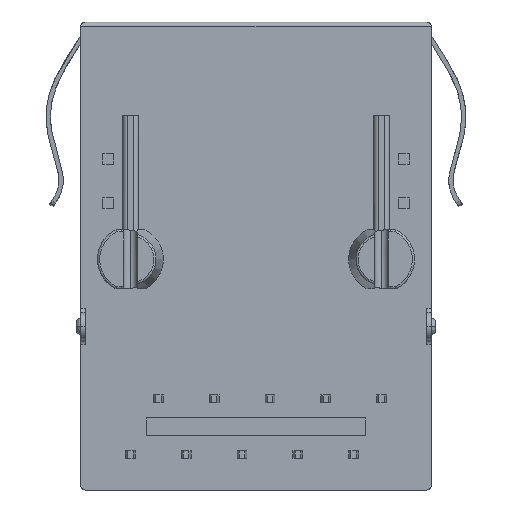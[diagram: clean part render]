
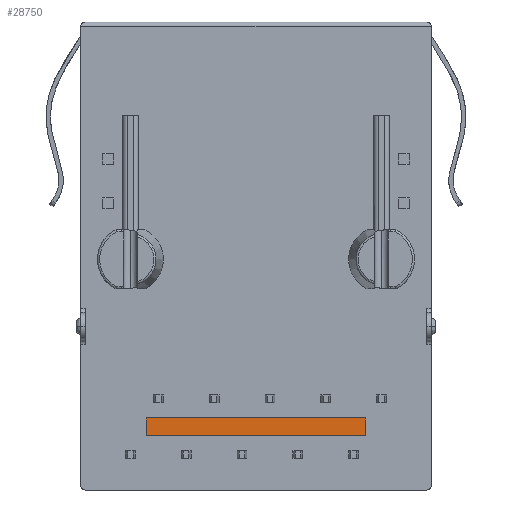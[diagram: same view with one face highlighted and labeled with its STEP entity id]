
A CAD part, front view. The second image highlights one B-rep face of the part: STEP entity #28750.
In plain terms, the highlighted planar face has unit normal (0, -1, 0).
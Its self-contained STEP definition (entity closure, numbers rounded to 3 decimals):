
#91 = CARTESIAN_POINT ( 'NONE',  ( 4.555, 3.65, -18.82 ) ) ;
#161 = CARTESIAN_POINT ( 'NONE',  ( 9.555, 3.65, -21.3 ) ) ;
#247 = DIRECTION ( 'NONE',  ( 1., 0., 0. ) ) ;
#1987 = DIRECTION ( 'NONE',  ( 0., 0., -1. ) ) ;
#3002 = DIRECTION ( 'NONE',  ( 0., 0., 1. ) ) ;
#3543 = CARTESIAN_POINT ( 'NONE',  ( 14.555, 3.65, -18.82 ) ) ;
#5882 = VECTOR ( 'NONE', #1987, 1000. ) ;
#7005 = VERTEX_POINT ( 'NONE', #26313 ) ;
#9389 = DIRECTION ( 'NONE',  ( 0., -1., 0. ) ) ;
#9504 = VECTOR ( 'NONE', #22563, 1000. ) ;
#9517 = LINE ( 'NONE', #23716, #9818 ) ;
#9818 = VECTOR ( 'NONE', #3002, 1000. ) ;
#9949 = FACE_OUTER_BOUND ( 'NONE', #20901, .T. ) ;
#11173 = VERTEX_POINT ( 'NONE', #13019 ) ;
#12145 = EDGE_CURVE ( 'NONE', #11173, #23801, #16151, .T. ) ;
#12924 = LINE ( 'NONE', #19570, #9504 ) ;
#13019 = CARTESIAN_POINT ( 'NONE',  ( 4.555, 3.65, -18.82 ) ) ;
#13356 = CARTESIAN_POINT ( 'NONE',  ( 14.555, 3.65, -18.02 ) ) ;
#13408 = EDGE_CURVE ( 'NONE', #7005, #11173, #27241, .T. ) ;
#13562 = VECTOR ( 'NONE', #247, 1000. ) ;
#15133 = VERTEX_POINT ( 'NONE', #13356 ) ;
#16151 = LINE ( 'NONE', #91, #13562 ) ;
#16423 = ORIENTED_EDGE ( 'NONE', *, *, #22666, .T. ) ;
#19570 = CARTESIAN_POINT ( 'NONE',  ( 14.555, 3.65, -18.02 ) ) ;
#19763 = ORIENTED_EDGE ( 'NONE', *, *, #12145, .T. ) ;
#20901 = EDGE_LOOP ( 'NONE', ( #21680, #29923, #19763, #16423 ) ) ;
#21680 = ORIENTED_EDGE ( 'NONE', *, *, #27444, .T. ) ;
#22563 = DIRECTION ( 'NONE',  ( -1., 0., 0. ) ) ;
#22666 = EDGE_CURVE ( 'NONE', #23801, #15133, #9517, .T. ) ;
#23716 = CARTESIAN_POINT ( 'NONE',  ( 14.555, 3.65, -18.82 ) ) ;
#23801 = VERTEX_POINT ( 'NONE', #3543 ) ;
#25553 = PLANE ( 'NONE',  #26418 ) ;
#26313 = CARTESIAN_POINT ( 'NONE',  ( 4.555, 3.65, -18.02 ) ) ;
#26418 = AXIS2_PLACEMENT_3D ( 'NONE', #161, #9389, #28388 ) ;
#27098 = CARTESIAN_POINT ( 'NONE',  ( 4.555, 3.65, -18.02 ) ) ;
#27241 = LINE ( 'NONE', #27098, #5882 ) ;
#27444 = EDGE_CURVE ( 'NONE', #15133, #7005, #12924, .T. ) ;
#28388 = DIRECTION ( 'NONE',  ( 0., 0., -1. ) ) ;
#28750 = ADVANCED_FACE ( 'NONE', ( #9949 ), #25553, .T. ) ;
#29923 = ORIENTED_EDGE ( 'NONE', *, *, #13408, .T. ) ;
